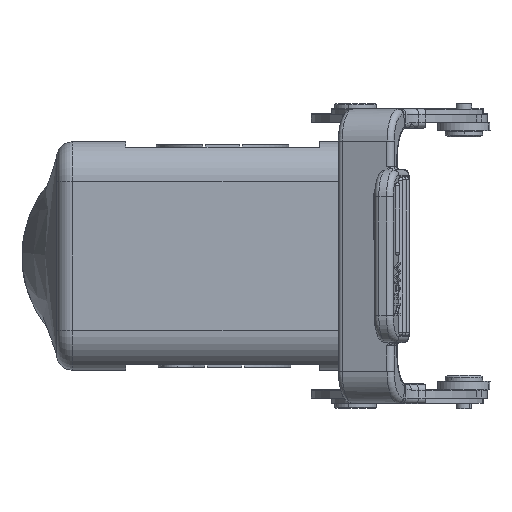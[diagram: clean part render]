
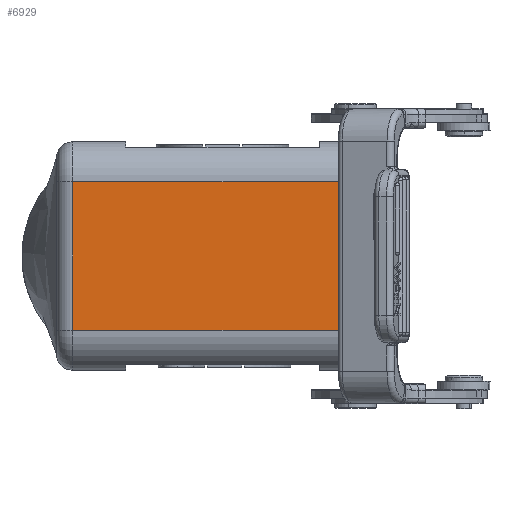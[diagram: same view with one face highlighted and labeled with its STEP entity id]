
A CAD part, left-side view. The second image highlights one B-rep face of the part: STEP entity #6929.
In plain terms, the highlighted planar face has unit normal (-1, 0, 0).
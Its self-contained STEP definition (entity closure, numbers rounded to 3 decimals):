
#1487=DIRECTION('',(0.,1.,0.));
#1488=VECTOR('',#1487,59.5);
#1489=CARTESIAN_POINT('',(-60.,-9.,14.));
#1490=LINE('',#1489,#1488);
#1639=DIRECTION('',(0.,-1.,0.));
#1640=VECTOR('',#1639,59.5);
#1641=CARTESIAN_POINT('',(-60.,50.5,-14.));
#1642=LINE('',#1641,#1640);
#1666=DIRECTION('',(0.,0.,-1.));
#1667=VECTOR('',#1666,28.);
#1668=CARTESIAN_POINT('',(-60.,50.5,14.));
#1669=LINE('',#1668,#1667);
#1689=DIRECTION('',(0.,0.,-1.));
#1690=VECTOR('',#1689,28.);
#1691=CARTESIAN_POINT('',(-60.,-9.,14.));
#1692=LINE('',#1691,#1690);
#3887=CARTESIAN_POINT('',(-60.,-9.,14.));
#3888=VERTEX_POINT('',#3887);
#3889=CARTESIAN_POINT('',(-60.,50.5,14.));
#3890=VERTEX_POINT('',#3889);
#3901=CARTESIAN_POINT('',(-60.,-9.,-14.));
#3902=VERTEX_POINT('',#3901);
#3929=CARTESIAN_POINT('',(-60.,50.5,-14.));
#3930=VERTEX_POINT('',#3929);
#6918=CARTESIAN_POINT('',(-60.,20.75,0.));
#6919=DIRECTION('',(1.,0.,0.));
#6920=DIRECTION('',(0.,0.,1.));
#6921=AXIS2_PLACEMENT_3D('',#6918,#6919,#6920);
#6922=PLANE('',#6921);
#6923=ORIENTED_EDGE('',*,*,#6899,.F.);
#6924=ORIENTED_EDGE('',*,*,#6739,.F.);
#6925=ORIENTED_EDGE('',*,*,#6799,.T.);
#6926=ORIENTED_EDGE('',*,*,#6870,.F.);
#6927=EDGE_LOOP('',(#6923,#6924,#6925,#6926));
#6928=FACE_OUTER_BOUND('',#6927,.F.);
#6929=ADVANCED_FACE('',(#6928),#6922,.F.);
#6739=EDGE_CURVE('',#3888,#3890,#1490,.T.);
#6799=EDGE_CURVE('',#3888,#3902,#1692,.T.);
#6870=EDGE_CURVE('',#3930,#3902,#1642,.T.);
#6899=EDGE_CURVE('',#3890,#3930,#1669,.T.);
